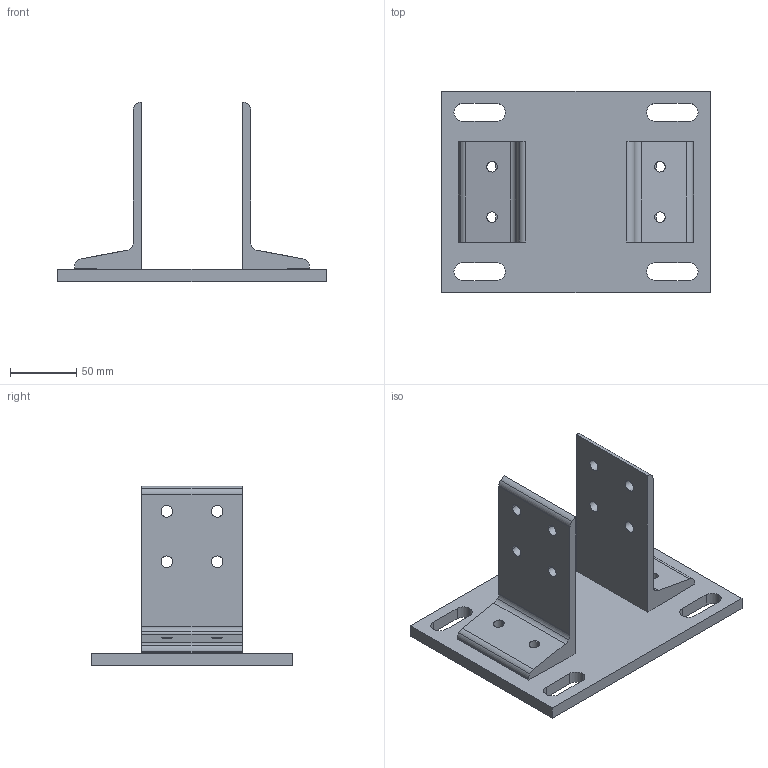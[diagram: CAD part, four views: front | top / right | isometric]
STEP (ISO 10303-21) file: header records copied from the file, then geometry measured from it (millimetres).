
FILE_DESCRIPTION((''),'2;1');
FILE_NAME('15FF5833.stp','2006-03-13T15:38:06',('Shawn Mantel'),('Faztek, LLC'),'Mechanical Desktop 2005','Mechanical Desktop 2005',', , ');
FILE_SCHEMA(('CONFIG_CONTROL_DESIGN'));
Length unit declared in the file: inch
Products named in the file (1): Product
Bounding box: 203.2 x 152.4 x 136.01 mm (x, y, z)
Volume: 462128.9 mm3; surface area: 127072.2 mm2
Topology: 3 solids, 3 shells, 127 faces, 353 edges, 236 vertices
Faces by surface type: cylinder 50, cone 32, plane 27, bspline 18
Entity records: 4465 total; most frequent: CARTESIAN_POINT 897, DIRECTION 765, ORIENTED_EDGE 706, EDGE_CURVE 353, AXIS2_PLACEMENT_3D 302, VERTEX_POINT 236, CIRCLE 176, EDGE_LOOP 171
